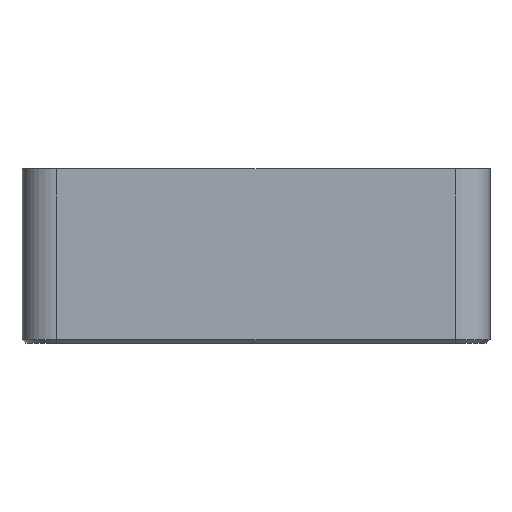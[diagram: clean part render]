
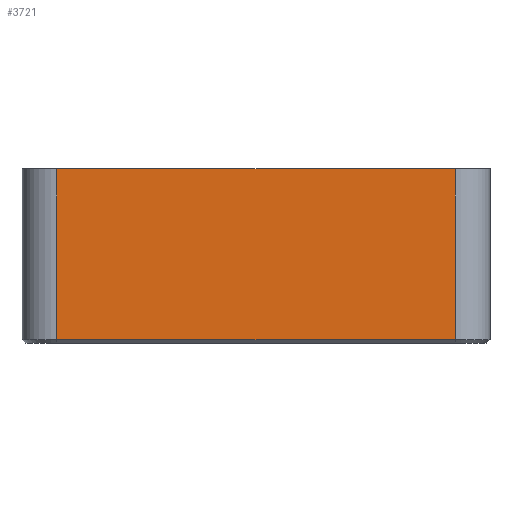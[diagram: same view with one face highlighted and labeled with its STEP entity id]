
A CAD part, front view. The second image highlights one B-rep face of the part: STEP entity #3721.
In plain terms, the highlighted planar face has unit normal (0, -1, 0).
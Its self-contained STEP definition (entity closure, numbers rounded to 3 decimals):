
#230=LINE('',#6089,#492);
#245=LINE('',#6128,#507);
#309=LINE('',#6335,#571);
#312=LINE('',#6341,#574);
#492=VECTOR('',#4962,10.);
#507=VECTOR('',#5005,10.);
#571=VECTOR('',#5259,10.);
#574=VECTOR('',#5268,10.);
#1040=FACE_OUTER_BOUND('',#1398,.T.);
#1398=EDGE_LOOP('',(#3476,#3477,#3478,#3479));
#1899=VERTEX_POINT('',#6081);
#1901=VERTEX_POINT('',#6087);
#1911=VERTEX_POINT('',#6127);
#1959=VERTEX_POINT('',#6334);
#2341=EDGE_CURVE('',#1901,#1899,#230,.T.);
#2360=EDGE_CURVE('',#1899,#1911,#245,.T.);
#2463=EDGE_CURVE('',#1911,#1959,#309,.T.);
#2467=EDGE_CURVE('',#1901,#1959,#312,.T.);
#3476=ORIENTED_EDGE('',*,*,#2341,.F.);
#3477=ORIENTED_EDGE('',*,*,#2467,.T.);
#3478=ORIENTED_EDGE('',*,*,#2463,.F.);
#3479=ORIENTED_EDGE('',*,*,#2360,.F.);
#3536=PLANE('',#4159);
#3721=ADVANCED_FACE('',(#1040),#3536,.T.);
#4159=AXIS2_PLACEMENT_3D('',#6342,#5269,#5270);
#4962=DIRECTION('',(-1.,0.,0.));
#5005=DIRECTION('',(0.,0.,1.));
#5259=DIRECTION('',(1.,0.,0.));
#5268=DIRECTION('',(0.,0.,1.));
#5269=DIRECTION('center_axis',(0.,-1.,0.));
#5270=DIRECTION('ref_axis',(1.,0.,0.));
#6081=CARTESIAN_POINT('',(-49.72,0.,-19.6));
#6087=CARTESIAN_POINT('',(-4.,0.,-19.6));
#6089=CARTESIAN_POINT('',(-38.29,0.,-19.6));
#6127=CARTESIAN_POINT('',(-49.72,0.,0.));
#6128=CARTESIAN_POINT('',(-49.72,0.,-20.));
#6334=CARTESIAN_POINT('',(-4.,0.,0.));
#6335=CARTESIAN_POINT('',(-38.29,0.,0.));
#6341=CARTESIAN_POINT('',(-4.,0.,-20.));
#6342=CARTESIAN_POINT('Origin',(-49.72,0.,-20.));
